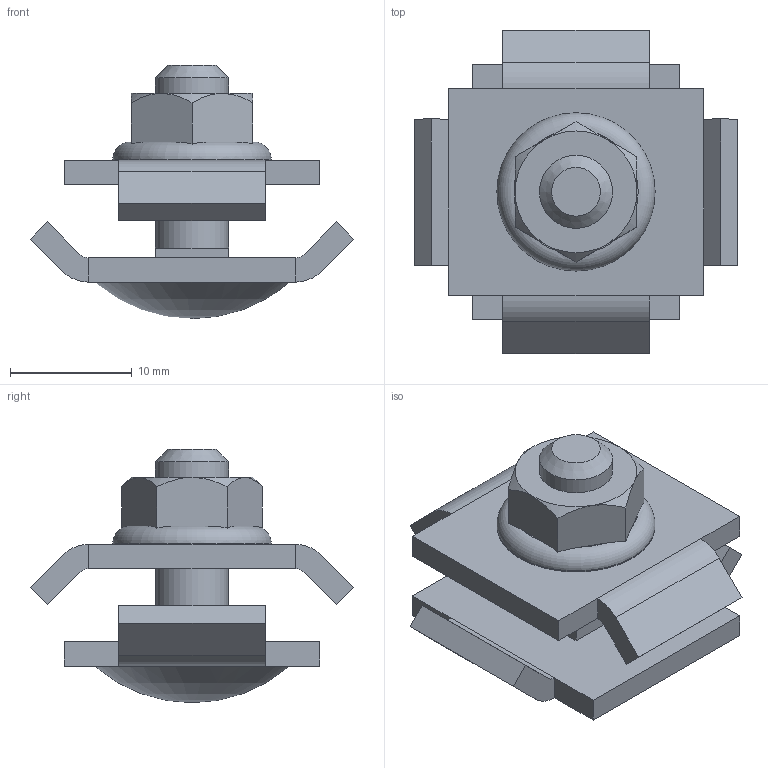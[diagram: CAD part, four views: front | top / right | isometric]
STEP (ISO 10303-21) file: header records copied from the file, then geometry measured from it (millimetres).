
FILE_DESCRIPTION (( 'STEP AP203' ), '1' );
FILE_NAME ('CLW10-MDS-20-(INOX) Ñîåäèíèòåëüíûé êîìïëåêò äâîéíîé MDS20 (INOX).STEP', '2016-03-04T06:55:08', ( '' ), ( '' ), 'SwSTEP 2.0', 'SolidWorks 2014', '' );
FILE_SCHEMA (( 'CONFIG_CONTROL_DESIGN' ));
Length unit declared in the file: millimetre
Products named in the file (1): CLW10-MDS-20-(INOX) Ñîåäèíèòåëüíûé êîìïëåêò äâîéíîé MDS20 (INOX)
Bounding box: 26.57 x 26.57 x 20.8 mm (x, y, z)
Volume: 2948.8 mm3; surface area: 2983.9 mm2
Topology: 2 solids, 2 shells, 89 faces, 211 edges, 131 vertices
Faces by surface type: plane 69, cylinder 11, cone 7, torus 2
Full cylindrical faces by diameter (mm): 6 x2, 13 x1
Entity records: 2641 total; most frequent: CARTESIAN_POINT 560, ORIENTED_EDGE 408, DIRECTION 400, EDGE_CURVE 204, VECTOR 140, LINE 140, AXIS2_PLACEMENT_3D 130, VERTEX_POINT 130
